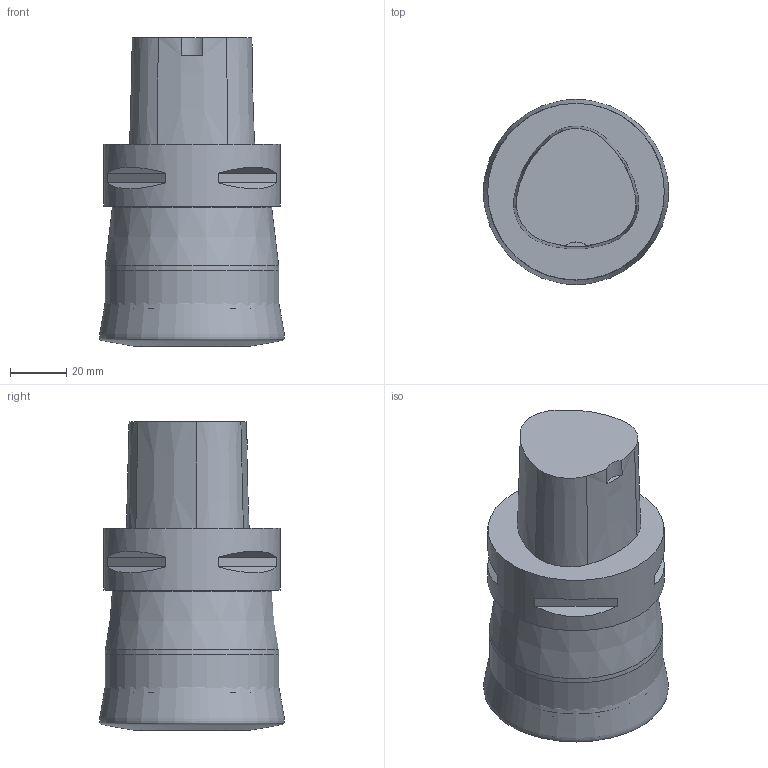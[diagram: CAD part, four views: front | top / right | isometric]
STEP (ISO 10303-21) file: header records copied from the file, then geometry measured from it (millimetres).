
FILE_DESCRIPTION(/* description */ (''),/* implementation_level */ '2;1');
FILE_NAME(/* name */ '1541151582601.stp',/* time_stamp */ '2018-11-02T15:10:03+06:00',/* author */ (''),/* organization */ ('SMS'),/* preprocessor_version */ 'ST-DEVELOPER v15',/* originating_system */ 'SIEMENS PLM Software NX 8.5',/* authorisation */ '');
FILE_SCHEMA (('AUTOMOTIVE_DESIGN { 1 0 10303 214 3 1 1 1 }'));
Length unit declared in the file: millimetre
Products named in the file (4): ASSEMBLY_CONSTRUCTION; 201757593mod000_00; 201837161mod000_00; 201837160mod000_00
Assembly tree (3 placements, depth 2):
  201837160mod000_00
    201837161mod000_00
    201757593mod000_00
    ASSEMBLY_CONSTRUCTION
Bounding box: 66 x 66 x 110 mm (x, y, z)
Volume: 292727.9 mm3; surface area: 35274.2 mm2
Topology: 2 solids, 3 shells, 42 faces, 96 edges, 74 vertices
Faces by surface type: plane 18, cone 12, torus 7, cylinder 4, bspline 1
Full cylindrical faces by diameter (mm): 8 x1, 62.003 x1, 63 x1
Entity records: 5582 total; most frequent: CARTESIAN_POINT 4526, DIRECTION 216, ORIENTED_EDGE 132, AXIS2_PLACEMENT_3D 97, EDGE_CURVE 66, EDGE_LOOP 62, VERTEX_POINT 52, ADVANCED_FACE 42
